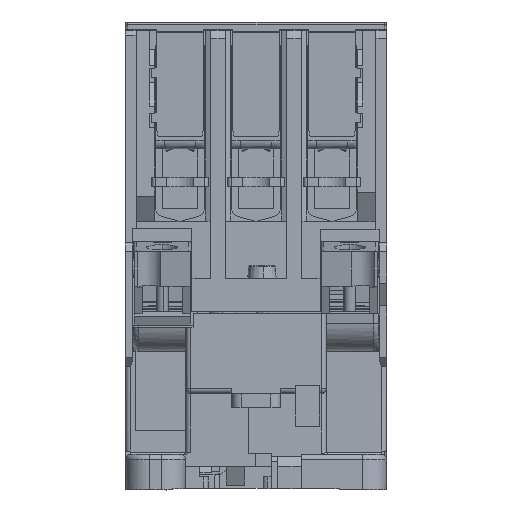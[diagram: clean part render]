
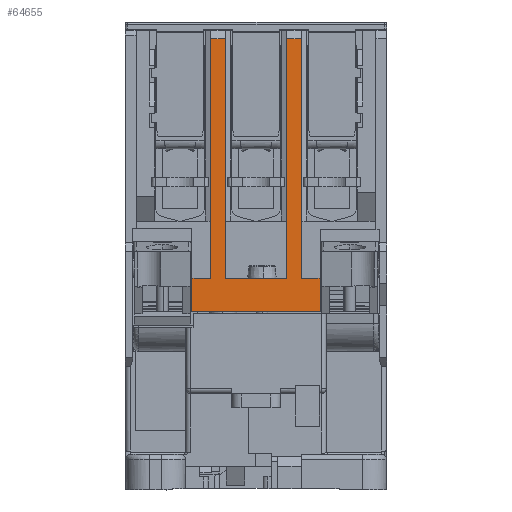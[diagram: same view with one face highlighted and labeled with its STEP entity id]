
A CAD part, left-side view. The second image highlights one B-rep face of the part: STEP entity #64655.
In plain terms, the highlighted planar face has unit normal (-1, 0, 0).
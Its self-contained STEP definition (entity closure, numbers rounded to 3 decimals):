
#12420=DIRECTION('',(0.,1.,0.));
#12421=VECTOR('',#12420,4.);
#12422=CARTESIAN_POINT('',(-25.448,29.003,
29.301));
#12423=LINE('',#12422,#12421);
#14137=DIRECTION('',(0.,0.,1.));
#14138=VECTOR('',#14137,50.45);
#14139=CARTESIAN_POINT('',(-25.448,10.003,
29.301));
#14140=LINE('',#14139,#14138);
#14151=DIRECTION('',(0.,1.,0.));
#14152=VECTOR('',#14151,4.);
#14153=CARTESIAN_POINT('',(-25.448,6.003,
29.301));
#14154=LINE('',#14153,#14152);
#14179=DIRECTION('',(0.,1.,0.));
#14180=VECTOR('',#14179,27.);
#14181=CARTESIAN_POINT('',(-25.448,6.003,
22.301));
#14182=LINE('',#14181,#14180);
#14186=DIRECTION('',(0.,0.,1.));
#14187=VECTOR('',#14186,7.);
#14188=CARTESIAN_POINT('',(-25.448,33.003,
22.301));
#14189=LINE('',#14188,#14187);
#14200=DIRECTION('',(0.,0.,1.));
#14201=VECTOR('',#14200,7.);
#14202=CARTESIAN_POINT('',(-25.448,6.003,
22.301));
#14203=LINE('',#14202,#14201);
#14715=DIRECTION('',(0.,1.,0.));
#14716=VECTOR('',#14715,13.);
#14717=CARTESIAN_POINT('',(-25.448,13.003,
29.301));
#14718=LINE('',#14717,#14716);
#14844=DIRECTION('',(0.,0.,1.));
#14845=VECTOR('',#14844,50.45);
#14846=CARTESIAN_POINT('',(-25.448,26.003,
29.301));
#14847=LINE('',#14846,#14845);
#14851=DIRECTION('',(0.,1.,0.));
#14852=VECTOR('',#14851,3.);
#14853=CARTESIAN_POINT('',(-25.448,26.003,
79.751));
#14854=LINE('',#14853,#14852);
#14865=DIRECTION('',(0.,0.,-1.));
#14866=VECTOR('',#14865,50.45);
#14867=CARTESIAN_POINT('',(-25.448,29.003,
79.751));
#14868=LINE('',#14867,#14866);
#22805=DIRECTION('',(0.,0.,-1.));
#22806=VECTOR('',#22805,50.45);
#22807=CARTESIAN_POINT('',(-25.448,13.003,
79.751));
#22808=LINE('',#22807,#22806);
#22826=DIRECTION('',(0.,1.,0.));
#22827=VECTOR('',#22826,3.);
#22828=CARTESIAN_POINT('',(-25.448,10.003,
79.751));
#22829=LINE('',#22828,#22827);
#47425=CARTESIAN_POINT('',(-25.448,33.003,
29.301));
#47426=VERTEX_POINT('',#47425);
#47427=CARTESIAN_POINT('',(-25.448,33.003,
22.301));
#47428=VERTEX_POINT('',#47427);
#47449=CARTESIAN_POINT('',(-25.448,29.003,
29.301));
#47450=VERTEX_POINT('',#47449);
#48042=CARTESIAN_POINT('',(-25.448,10.003,
29.301));
#48043=VERTEX_POINT('',#48042);
#48044=CARTESIAN_POINT('',(-25.448,10.003,
79.751));
#48045=VERTEX_POINT('',#48044);
#48046=CARTESIAN_POINT('',(-25.448,6.003,
29.301));
#48047=VERTEX_POINT('',#48046);
#48052=CARTESIAN_POINT('',(-25.448,6.003,
22.301));
#48053=VERTEX_POINT('',#48052);
#48054=CARTESIAN_POINT('',(-25.448,29.003,
79.751));
#48055=VERTEX_POINT('',#48054);
#48056=CARTESIAN_POINT('',(-25.448,26.003,
79.751));
#48057=VERTEX_POINT('',#48056);
#48058=CARTESIAN_POINT('',(-25.448,26.003,
29.301));
#48059=VERTEX_POINT('',#48058);
#48060=CARTESIAN_POINT('',(-25.448,13.003,
29.301));
#48061=VERTEX_POINT('',#48060);
#48062=CARTESIAN_POINT('',(-25.448,13.003,
79.751));
#48063=VERTEX_POINT('',#48062);
#64628=CARTESIAN_POINT('',(-25.448,19.503,
51.026));
#64629=DIRECTION('',(1.,0.,0.));
#64630=DIRECTION('',(0.,0.,1.));
#64631=AXIS2_PLACEMENT_3D('',#64628,#64629,#64630);
#64632=PLANE('',#64631);
#64633=ORIENTED_EDGE('',*,*,#64588,.F.);
#64634=ORIENTED_EDGE('',*,*,#64608,.F.);
#64636=ORIENTED_EDGE('',*,*,#64635,.F.);
#64638=ORIENTED_EDGE('',*,*,#64637,.T.);
#64639=ORIENTED_EDGE('',*,*,#62857,.T.);
#64640=ORIENTED_EDGE('',*,*,#63062,.F.);
#64642=ORIENTED_EDGE('',*,*,#64641,.F.);
#64644=ORIENTED_EDGE('',*,*,#64643,.F.);
#64646=ORIENTED_EDGE('',*,*,#64645,.F.);
#64648=ORIENTED_EDGE('',*,*,#64647,.F.);
#64650=ORIENTED_EDGE('',*,*,#64649,.F.);
#64652=ORIENTED_EDGE('',*,*,#64651,.F.);
#64653=EDGE_LOOP('',(#64633,#64634,#64636,#64638,#64639,#64640,#64642,#64644,
#64646,#64648,#64650,#64652));
#64654=FACE_OUTER_BOUND('',#64653,.F.);
#62857=EDGE_CURVE('',#47428,#47426,#14189,.T.);
#63062=EDGE_CURVE('',#47450,#47426,#12423,.T.);
#64588=EDGE_CURVE('',#48043,#48045,#14140,.T.);
#64608=EDGE_CURVE('',#48047,#48043,#14154,.T.);
#64635=EDGE_CURVE('',#48053,#48047,#14203,.T.);
#64637=EDGE_CURVE('',#48053,#47428,#14182,.T.);
#64641=EDGE_CURVE('',#48055,#47450,#14868,.T.);
#64643=EDGE_CURVE('',#48057,#48055,#14854,.T.);
#64645=EDGE_CURVE('',#48059,#48057,#14847,.T.);
#64647=EDGE_CURVE('',#48061,#48059,#14718,.T.);
#64649=EDGE_CURVE('',#48063,#48061,#22808,.T.);
#64651=EDGE_CURVE('',#48045,#48063,#22829,.T.);
#64655=ADVANCED_FACE('',(#64654),#64632,.F.);
